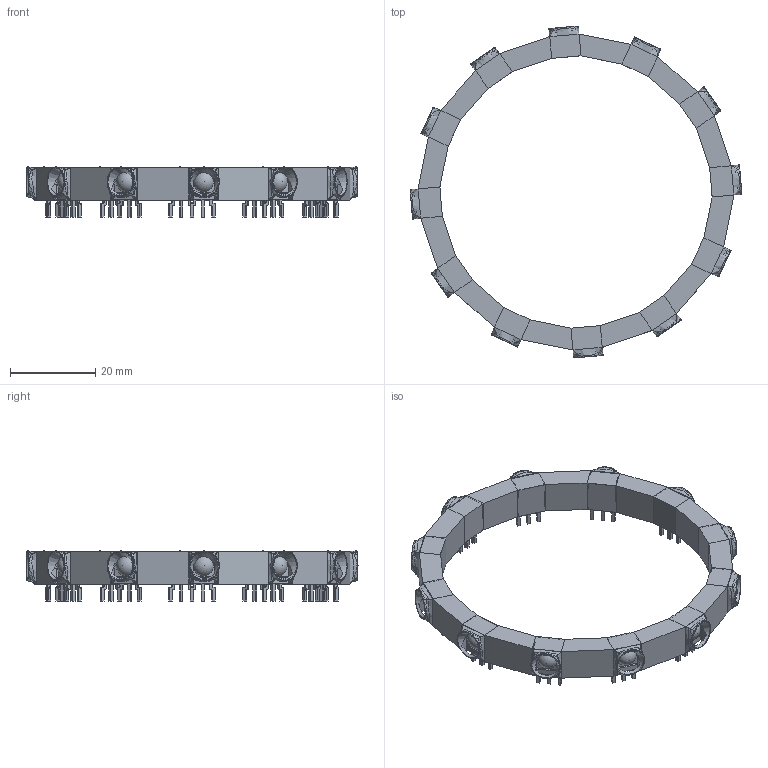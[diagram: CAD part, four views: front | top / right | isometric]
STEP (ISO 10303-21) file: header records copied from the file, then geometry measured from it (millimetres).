
FILE_DESCRIPTION(/* description */ (''),/* implementation_level */ '2;1');
FILE_NAME(/* name */ 'IR_RING_MODEL_v2.step',/* time_stamp */ '2024-09-27T23:02:57-04:00',/* author */ (''),/* organization */ (''),/* preprocessor_version */ 'ST-DEVELOPER v20',/* originating_system */ 'Autodesk Translation Framework v13.14.0.145',/* authorisation */ '');
FILE_SCHEMA (('AUTOMOTIVE_DESIGN { 1 0 10303 214 3 1 1 }'));
Length unit declared in the file: millimetre
Products named in the file (16): FusionComponent; Component15; Closed Funnel; Closed Funnel_9; Closed Funnel_8; Closed Funnel_5; Closed Funnel_6; Closed Funnel_10; Closed Funnel_7; Closed Funnel_11; Closed Funnel_2; Closed Funnel_1; Closed Funnel_3; Closed Funnel_4; Open Funnel v1; TSSP4038
Assembly tree (37 placements, depth 4):
  FusionComponent
    Component15
      Closed Funnel
        Open Funnel v1
        TSSP4038
      Closed Funnel_9
        Open Funnel v1
        TSSP4038
      Closed Funnel_8
        Open Funnel v1
        TSSP4038
      Closed Funnel_5
        Open Funnel v1
        TSSP4038
      Closed Funnel_6
        Open Funnel v1
        TSSP4038
      Closed Funnel_10
        Open Funnel v1
        TSSP4038
      Closed Funnel_7
        Open Funnel v1
        TSSP4038
      Closed Funnel_11
        Open Funnel v1
        TSSP4038
      Closed Funnel_2
        Open Funnel v1
        TSSP4038
      Closed Funnel_1
        Open Funnel v1
        TSSP4038
      Closed Funnel_3
        Open Funnel v1
        TSSP4038
      Closed Funnel_4
        Open Funnel v1
        TSSP4038
Bounding box: 77.79 x 77.79 x 11.74 mm (x, y, z)
Volume: 7872.4 mm3; surface area: 12709 mm2
Topology: 96 solids, 96 shells, 1344 faces, 3516 edges, 2364 vertices
Faces by surface type: plane 840, bspline 276, cylinder 180, cone 36, sphere 12
Full cylindrical faces by diameter (mm): 6.524 x12, 6.776 x12, 6.95 x12
Entity records: 8950 total; most frequent: CARTESIAN_POINT 2453, DIRECTION 1267, ORIENTED_EDGE 1156, EDGE_CURVE 578, AXIS2_PLACEMENT_3D 452, VERTEX_POINT 384, LINE 363, VECTOR 363
